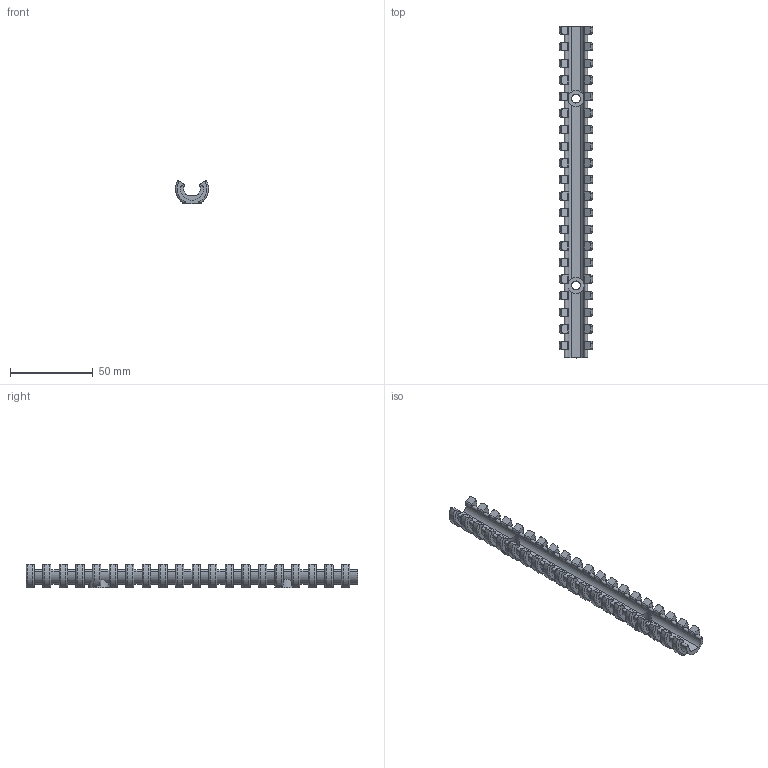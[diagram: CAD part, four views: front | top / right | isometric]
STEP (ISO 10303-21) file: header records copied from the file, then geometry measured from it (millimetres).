
FILE_DESCRIPTION(/* description */ (''),/* implementation_level */ '2;1');
FILE_NAME(/* name */ 'back_spine_300.step',/* time_stamp */ '2021-10-06T15:03:03+01:00',/* author */ (''),/* organization */ (''),/* preprocessor_version */ 'ST-DEVELOPER v18.1',/* originating_system */ 'Autodesk Translation Framework v10.10.0.1391',/* authorisation */ '');
FILE_SCHEMA (('AUTOMOTIVE_DESIGN { 1 0 10303 214 3 1 1 }'));
Length unit declared in the file: millimetre
Products named in the file (1): (Unsaved)
Bounding box: 20 x 200 x 14 mm (x, y, z)
Volume: 19608.6 mm3; surface area: 15839.3 mm2
Topology: 1 solids, 1 shells, 417 faces, 1175 edges, 760 vertices
Faces by surface type: plane 187, cylinder 150, torus 80
Full cylindrical faces by diameter (mm): 5.3 x2, 10 x2, 12 x1
Entity records: 14310 total; most frequent: CARTESIAN_POINT 3153, DIRECTION 2475, ORIENTED_EDGE 2350, EDGE_CURVE 1175, AXIS2_PLACEMENT_3D 973, VERTEX_POINT 760, CIRCLE 545, LINE 529
